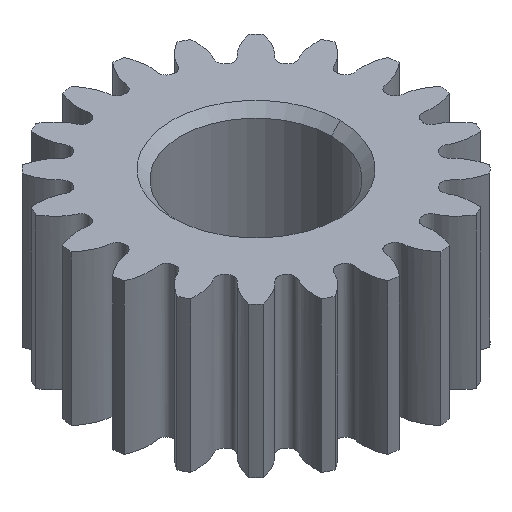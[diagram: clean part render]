
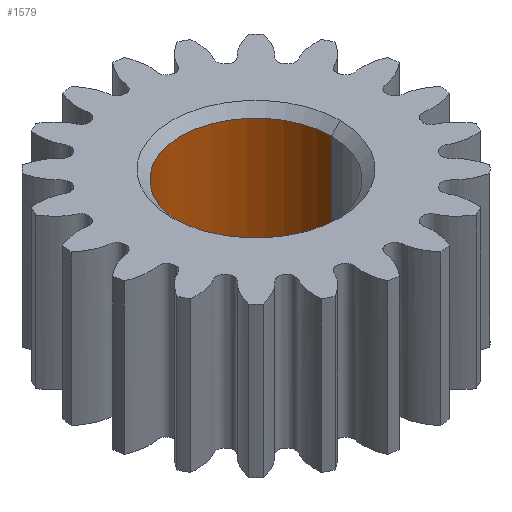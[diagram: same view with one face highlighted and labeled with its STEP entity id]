
A CAD part, isometric view. The second image highlights one B-rep face of the part: STEP entity #1579.
In plain terms, the highlighted cylindrical face has radius 2.5 mm (diameter 5 mm), a partial arc.
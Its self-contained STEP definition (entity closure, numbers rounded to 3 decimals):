
#735 = EDGE_CURVE ( 'NONE', #3561, #3551, #8027, .T. ) ;
#736 = EDGE_CURVE ( 'NONE', #3550, #3554, #8023, .T. ) ;
#1463 = AXIS2_PLACEMENT_3D ( 'NONE', #7577, #7578, #7579 ) ;
#1464 = AXIS2_PLACEMENT_3D ( 'NONE', #7582, #7583, #7584 ) ;
#1479 = AXIS2_PLACEMENT_3D ( 'NONE', #4382, #4383, #4380 ) ;
#1579 = ADVANCED_FACE ( 'NONE', ( #8041 ), #8036, .F. ) ;
#1675 = EDGE_LOOP ( 'NONE', ( #7407, #7406, #7405, #7404 ) ) ;
#2624 = EDGE_CURVE ( 'NONE', #3551, #3554, #8139, .T. ) ;
#2625 = EDGE_CURVE ( 'NONE', #3561, #3550, #9148, .T. ) ;
#3550 = VERTEX_POINT ( 'NONE', #7319 ) ;
#3551 = VERTEX_POINT ( 'NONE', #7223 ) ;
#3554 = VERTEX_POINT ( 'NONE', #7325 ) ;
#3561 = VERTEX_POINT ( 'NONE', #7331 ) ;
#4380 = DIRECTION ( 'NONE',  ( 1., 0., 0. ) ) ;
#4382 = CARTESIAN_POINT ( 'NONE',  ( 0., 0., 0. ) ) ;
#4383 = DIRECTION ( 'NONE',  ( 0., 0., 1. ) ) ;
#5912 = DIRECTION ( 'NONE',  ( 0., 0., 1. ) ) ;
#5926 = CARTESIAN_POINT ( 'NONE',  ( -2.5, 0., 0. ) ) ;
#5930 = CARTESIAN_POINT ( 'NONE',  ( 2.5, 0., 0. ) ) ;
#5931 = DIRECTION ( 'NONE',  ( 0., 0., 1. ) ) ;
#7223 = CARTESIAN_POINT ( 'NONE',  ( -2.5, 0., -2.2 ) ) ;
#7319 = CARTESIAN_POINT ( 'NONE',  ( 2.5, 0., 2.2 ) ) ;
#7325 = CARTESIAN_POINT ( 'NONE',  ( -2.5, 0., 2.2 ) ) ;
#7331 = CARTESIAN_POINT ( 'NONE',  ( 2.5, 0., -2.2 ) ) ;
#7404 = ORIENTED_EDGE ( 'NONE', *, *, #736, .T. ) ;
#7405 = ORIENTED_EDGE ( 'NONE', *, *, #2625, .T. ) ;
#7406 = ORIENTED_EDGE ( 'NONE', *, *, #735, .F. ) ;
#7407 = ORIENTED_EDGE ( 'NONE', *, *, #2624, .F. ) ;
#7577 = CARTESIAN_POINT ( 'NONE',  ( 0., 0., -2.2 ) ) ;
#7578 = DIRECTION ( 'NONE',  ( 0., 0., 1. ) ) ;
#7579 = DIRECTION ( 'NONE',  ( 1., 0., 0. ) ) ;
#7582 = CARTESIAN_POINT ( 'NONE',  ( 0., 0., 2.2 ) ) ;
#7583 = DIRECTION ( 'NONE',  ( 0., 0., 1. ) ) ;
#7584 = DIRECTION ( 'NONE',  ( 1., 0., 0. ) ) ;
#8023 = CIRCLE ( 'NONE', #1464, 2.5 ) ;
#8027 = CIRCLE ( 'NONE', #1463, 2.5 ) ;
#8036 = CYLINDRICAL_SURFACE ( 'NONE', #1479, 2.5 ) ;
#8041 = FACE_OUTER_BOUND ( 'NONE', #1675, .T. ) ;
#8139 = LINE ( 'NONE', #5926, #9146 ) ;
#9146 = VECTOR ( 'NONE', #5912, 1000. ) ;
#9148 = LINE ( 'NONE', #5930, #9149 ) ;
#9149 = VECTOR ( 'NONE', #5931, 1000. ) ;
